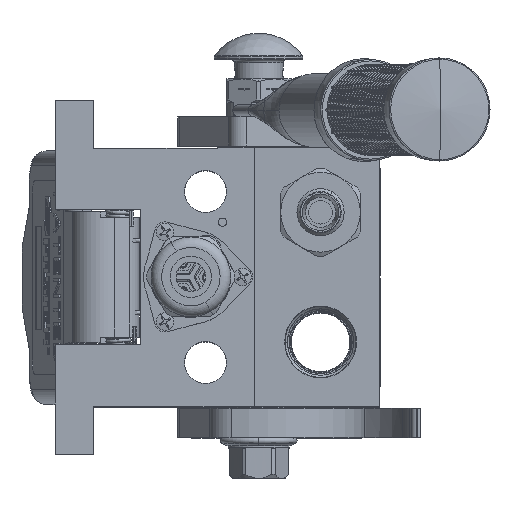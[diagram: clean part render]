
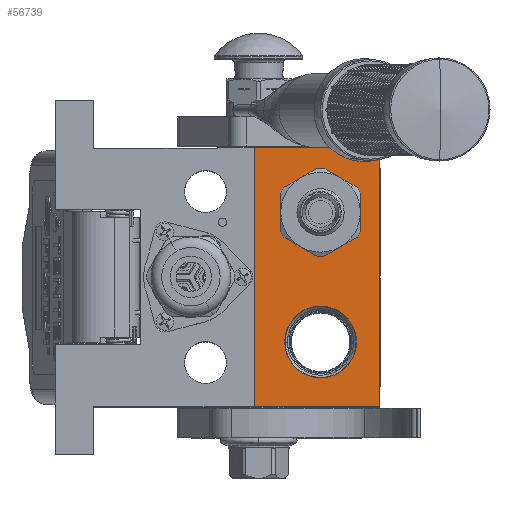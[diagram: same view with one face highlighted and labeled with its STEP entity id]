
A CAD part, top view. The second image highlights one B-rep face of the part: STEP entity #56739.
In plain terms, the highlighted face is planar.
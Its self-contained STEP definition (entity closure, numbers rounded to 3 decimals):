
#857 = CIRCLE ( 'NONE', #9778, 12.15 ) ;
#3917 = CARTESIAN_POINT ( 'NONE',  ( 22., 8.9, -20. ) ) ;
#4346 = DIRECTION ( 'NONE',  ( 0., 0., 1. ) ) ;
#8557 = ORIENTED_EDGE ( 'NONE', *, *, #134973, .T. ) ;
#9129 = CARTESIAN_POINT ( 'NONE',  ( -44., 8.9, 0. ) ) ;
#9778 = AXIS2_PLACEMENT_3D ( 'NONE', #3917, #118031, #117331 ) ;
#11611 = CIRCLE ( 'NONE', #184670, 12.15 ) ;
#19923 = VERTEX_POINT ( 'NONE', #61714 ) ;
#22695 = CARTESIAN_POINT ( 'NONE',  ( 44., 8.9, 0. ) ) ;
#26996 = VECTOR ( 'NONE', #150454, 1000. ) ;
#29745 = VERTEX_POINT ( 'NONE', #185087 ) ;
#36051 = ORIENTED_EDGE ( 'NONE', *, *, #82930, .F. ) ;
#36539 = LINE ( 'NONE', #157851, #156579 ) ;
#39361 = VERTEX_POINT ( 'NONE', #91132 ) ;
#41155 = VERTEX_POINT ( 'NONE', #149299 ) ;
#42521 = DIRECTION ( 'NONE',  ( 0., 0., -1. ) ) ;
#44267 = CARTESIAN_POINT ( 'NONE',  ( -22., 8.9, -20. ) ) ;
#46008 = VERTEX_POINT ( 'NONE', #121341 ) ;
#46153 = FACE_BOUND ( 'NONE', #87103, .T. ) ;
#50385 = AXIS2_PLACEMENT_3D ( 'NONE', #201360, #119882, #4346 ) ;
#54378 = LINE ( 'NONE', #9129, #194933 ) ;
#55801 = EDGE_CURVE ( 'NONE', #46008, #135449, #857, .T. ) ;
#56739 = ADVANCED_FACE ( 'NONE', ( #110075, #46153, #174043 ), #158713, .T. ) ;
#59048 = CIRCLE ( 'NONE', #50385, 12.15 ) ;
#61714 = CARTESIAN_POINT ( 'NONE',  ( -22., 8.9, -7.85 ) ) ;
#69578 = ORIENTED_EDGE ( 'NONE', *, *, #55801, .F. ) ;
#70455 = LINE ( 'NONE', #22695, #26996 ) ;
#76424 = DIRECTION ( 'NONE',  ( 0., -1., 0. ) ) ;
#77944 = ORIENTED_EDGE ( 'NONE', *, *, #168672, .F. ) ;
#78390 = VERTEX_POINT ( 'NONE', #78396 ) ;
#78396 = CARTESIAN_POINT ( 'NONE',  ( -44., 8.9, 0. ) ) ;
#82930 = EDGE_CURVE ( 'NONE', #102422, #39361, #70455, .T. ) ;
#87103 = EDGE_LOOP ( 'NONE', ( #77944, #139901 ) ) ;
#88381 = ORIENTED_EDGE ( 'NONE', *, *, #182429, .F. ) ;
#91132 = CARTESIAN_POINT ( 'NONE',  ( 44., 8.9, -42.5 ) ) ;
#92883 = DIRECTION ( 'NONE',  ( 1., 0., 0. ) ) ;
#94452 = DIRECTION ( 'NONE',  ( 1., 0., 0. ) ) ;
#95507 = CARTESIAN_POINT ( 'NONE',  ( 22., 8.9, -7.85 ) ) ;
#95705 = EDGE_CURVE ( 'NONE', #78390, #29745, #54378, .T. ) ;
#99823 = CARTESIAN_POINT ( 'NONE',  ( -22., 8.9, -20. ) ) ;
#99875 = ORIENTED_EDGE ( 'NONE', *, *, #204670, .F. ) ;
#102422 = VERTEX_POINT ( 'NONE', #198491 ) ;
#110075 = FACE_BOUND ( 'NONE', #125205, .T. ) ;
#117331 = DIRECTION ( 'NONE',  ( 0., 0., -1. ) ) ;
#118031 = DIRECTION ( 'NONE',  ( 0., -1., 0. ) ) ;
#119882 = DIRECTION ( 'NONE',  ( 0., -1., 0. ) ) ;
#121341 = CARTESIAN_POINT ( 'NONE',  ( 22., 8.9, -32.15 ) ) ;
#125205 = EDGE_LOOP ( 'NONE', ( #69578, #88381 ) ) ;
#125712 = ORIENTED_EDGE ( 'NONE', *, *, #95705, .T. ) ;
#128682 = DIRECTION ( 'NONE',  ( 0., -1., 0. ) ) ;
#130146 = EDGE_LOOP ( 'NONE', ( #125712, #8557, #36051, #99875 ) ) ;
#134973 = EDGE_CURVE ( 'NONE', #29745, #39361, #155547, .T. ) ;
#135449 = VERTEX_POINT ( 'NONE', #95507 ) ;
#139901 = ORIENTED_EDGE ( 'NONE', *, *, #203314, .F. ) ;
#145293 = VECTOR ( 'NONE', #211155, 1000. ) ;
#149299 = CARTESIAN_POINT ( 'NONE',  ( -22., 8.9, -32.15 ) ) ;
#150454 = DIRECTION ( 'NONE',  ( 0., 0., -1. ) ) ;
#155547 = LINE ( 'NONE', #208315, #145293 ) ;
#155749 = AXIS2_PLACEMENT_3D ( 'NONE', #44267, #76424, #206463 ) ;
#156579 = VECTOR ( 'NONE', #92883, 1000. ) ;
#157851 = CARTESIAN_POINT ( 'NONE',  ( -44., 8.9, 0. ) ) ;
#158713 = PLANE ( 'NONE',  #169804 ) ;
#168672 = EDGE_CURVE ( 'NONE', #41155, #19923, #181292, .T. ) ;
#169804 = AXIS2_PLACEMENT_3D ( 'NONE', #175875, #128682, #94452 ) ;
#174043 = FACE_OUTER_BOUND ( 'NONE', #130146, .T. ) ;
#175875 = CARTESIAN_POINT ( 'NONE',  ( 0., 8.9, 0. ) ) ;
#181292 = CIRCLE ( 'NONE', #155749, 12.15 ) ;
#182429 = EDGE_CURVE ( 'NONE', #135449, #46008, #59048, .T. ) ;
#182623 = DIRECTION ( 'NONE',  ( 0., 0., 1. ) ) ;
#184670 = AXIS2_PLACEMENT_3D ( 'NONE', #99823, #198419, #182623 ) ;
#185087 = CARTESIAN_POINT ( 'NONE',  ( -44., 8.9, -42.5 ) ) ;
#194933 = VECTOR ( 'NONE', #42521, 1000. ) ;
#198419 = DIRECTION ( 'NONE',  ( 0., -1., 0. ) ) ;
#198491 = CARTESIAN_POINT ( 'NONE',  ( 44., 8.9, 0. ) ) ;
#201360 = CARTESIAN_POINT ( 'NONE',  ( 22., 8.9, -20. ) ) ;
#203314 = EDGE_CURVE ( 'NONE', #19923, #41155, #11611, .T. ) ;
#204670 = EDGE_CURVE ( 'NONE', #78390, #102422, #36539, .T. ) ;
#206463 = DIRECTION ( 'NONE',  ( 0., 0., -1. ) ) ;
#208315 = CARTESIAN_POINT ( 'NONE',  ( -44., 8.9, -42.5 ) ) ;
#211155 = DIRECTION ( 'NONE',  ( 1., 0., 0. ) ) ;
